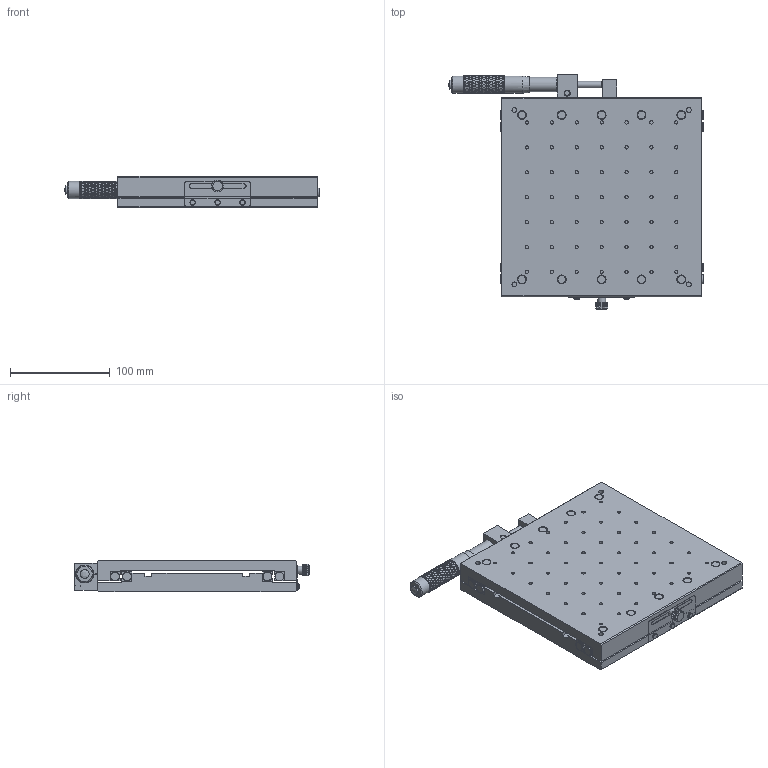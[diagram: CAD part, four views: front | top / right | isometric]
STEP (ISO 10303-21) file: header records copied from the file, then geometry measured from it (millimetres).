
FILE_DESCRIPTION (( 'STEP AP203' ), '1' );
FILE_NAME ('528854.STEP', '2024-10-17T01:03:13', ( 'Windows User' ), ( 'P R C' ), 'SwSTEP 2.0', 'SolidWorks 2020', '' );
FILE_SCHEMA (( 'CONFIG_CONTROL_DESIGN' ));
Products named in the file (1): 528854
Bounding box: 255.12 x 235.5 x 32 mm (x, y, z)
Volume: 1203238.9 mm3; surface area: 224847 mm2
Topology: 3 solids, 3 shells, 1746 faces, 3559 edges, 1936 vertices
Faces by surface type: bspline 987, cylinder 408, plane 324, cone 26, torus 1
Full cylindrical faces by diameter (mm): 0.662 x1, 3.242 x49, 4.917 x4, 5.5 x6, 5.9 x2, 6 x1, 6.5 x1, 6.6 x4, 7 x2, 7.3 x2, 8 x1, 8.5 x20, 8.9 x20, 9 x5, 11 x4, 14.6 x1, 17.3 x1, 17.318 x1
Entity records: 88995 total; most frequent: CARTESIAN_POINT 64674, ORIENTED_EDGE 6718, EDGE_CURVE 3359, DIRECTION 2735, EDGE_LOOP 2040, VERTEX_POINT 1901, FACE_OUTER_BOUND 1897, ADVANCED_FACE 1746
